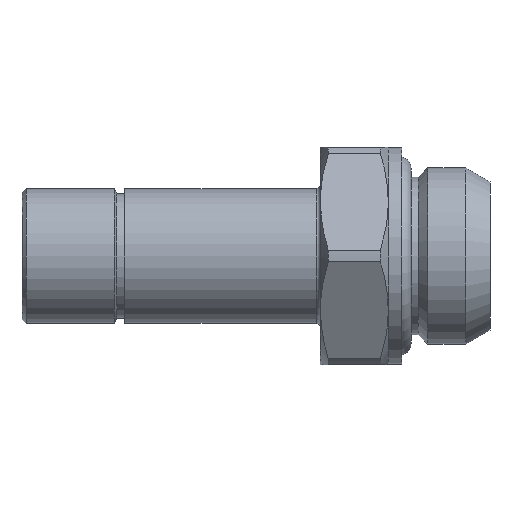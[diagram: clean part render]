
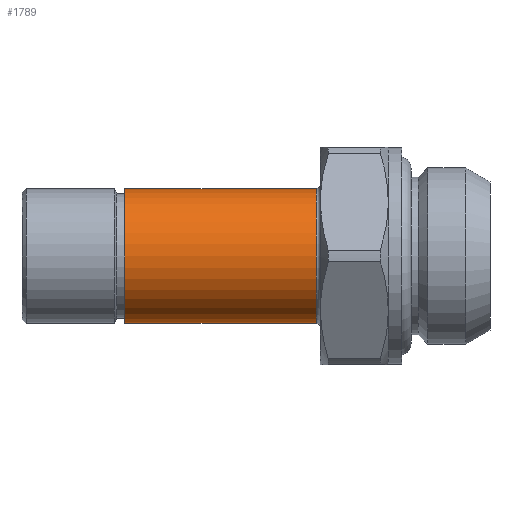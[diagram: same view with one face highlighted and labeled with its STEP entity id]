
A CAD part, left-side view. The second image highlights one B-rep face of the part: STEP entity #1789.
In plain terms, the highlighted cylindrical face has radius 4.975 mm (diameter 9.95 mm), a partial arc.
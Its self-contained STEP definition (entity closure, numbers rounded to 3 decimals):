
#35 = VERTEX_POINT ( 'NONE', #573 ) ;
#43 = VERTEX_POINT ( 'NONE', #682 ) ;
#45 = VERTEX_POINT ( 'NONE', #607 ) ;
#46 = EDGE_CURVE ( 'NONE', #35, #43, #697, .T. ) ;
#53 = VERTEX_POINT ( 'NONE', #683 ) ;
#61 = EDGE_CURVE ( 'NONE', #53, #35, #670, .T. ) ;
#71 = EDGE_CURVE ( 'NONE', #45, #43, #623, .T. ) ;
#573 = CARTESIAN_POINT ( 'NONE',  ( 0., 12.8, 4.975 ) ) ;
#607 = CARTESIAN_POINT ( 'NONE',  ( 0., 26.925, -4.975 ) ) ;
#620 = DIRECTION ( 'NONE',  ( 0., -1., 0. ) ) ;
#621 = VECTOR ( 'NONE', #620, 1000. ) ;
#622 = CARTESIAN_POINT ( 'NONE',  ( 0., 0., -4.975 ) ) ;
#623 = LINE ( 'NONE', #622, #621 ) ;
#670 = LINE ( 'NONE', #676, #681 ) ;
#676 = CARTESIAN_POINT ( 'NONE',  ( 0., 0., 4.975 ) ) ;
#680 = DIRECTION ( 'NONE',  ( 0., -1., 0. ) ) ;
#681 = VECTOR ( 'NONE', #680, 1000. ) ;
#682 = CARTESIAN_POINT ( 'NONE',  ( 0., 12.8, -4.975 ) ) ;
#683 = CARTESIAN_POINT ( 'NONE',  ( 0., 26.925, 4.975 ) ) ;
#686 = DIRECTION ( 'NONE',  ( 0., -1., 0. ) ) ;
#687 = AXIS2_PLACEMENT_3D ( 'NONE', #696, #686, #695 ) ;
#695 = DIRECTION ( 'NONE',  ( 0., 0., -1. ) ) ;
#696 = CARTESIAN_POINT ( 'NONE',  ( 0., 12.8, 0. ) ) ;
#697 = CIRCLE ( 'NONE', #687, 4.975 ) ;
#1526 = CYLINDRICAL_SURFACE ( 'NONE', #1586, 4.975 ) ;
#1533 = CARTESIAN_POINT ( 'NONE',  ( 0., 0., 0. ) ) ;
#1534 = FACE_OUTER_BOUND ( 'NONE', #1743, .T. ) ;
#1585 = DIRECTION ( 'NONE',  ( 0., 0., -1. ) ) ;
#1586 = AXIS2_PLACEMENT_3D ( 'NONE', #1533, #1629, #1585 ) ;
#1629 = DIRECTION ( 'NONE',  ( 0., -1., 0. ) ) ;
#1651 = CARTESIAN_POINT ( 'NONE',  ( 0., 26.925, 0. ) ) ;
#1653 = DIRECTION ( 'NONE',  ( 0., 0., -1. ) ) ;
#1654 = DIRECTION ( 'NONE',  ( 0., -1., 0. ) ) ;
#1664 = AXIS2_PLACEMENT_3D ( 'NONE', #1651, #1654, #1653 ) ;
#1703 = CIRCLE ( 'NONE', #1664, 4.975 ) ;
#1743 = EDGE_LOOP ( 'NONE', ( #1790, #1791, #1792, #1793 ) ) ;
#1789 = ADVANCED_FACE ( 'NONE', ( #1534 ), #1526, .T. ) ;
#1790 = ORIENTED_EDGE ( 'NONE', *, *, #61, .F. ) ;
#1791 = ORIENTED_EDGE ( 'NONE', *, *, #1825, .T. ) ;
#1792 = ORIENTED_EDGE ( 'NONE', *, *, #71, .T. ) ;
#1793 = ORIENTED_EDGE ( 'NONE', *, *, #46, .F. ) ;
#1825 = EDGE_CURVE ( 'NONE', #53, #45, #1703, .T. ) ;
